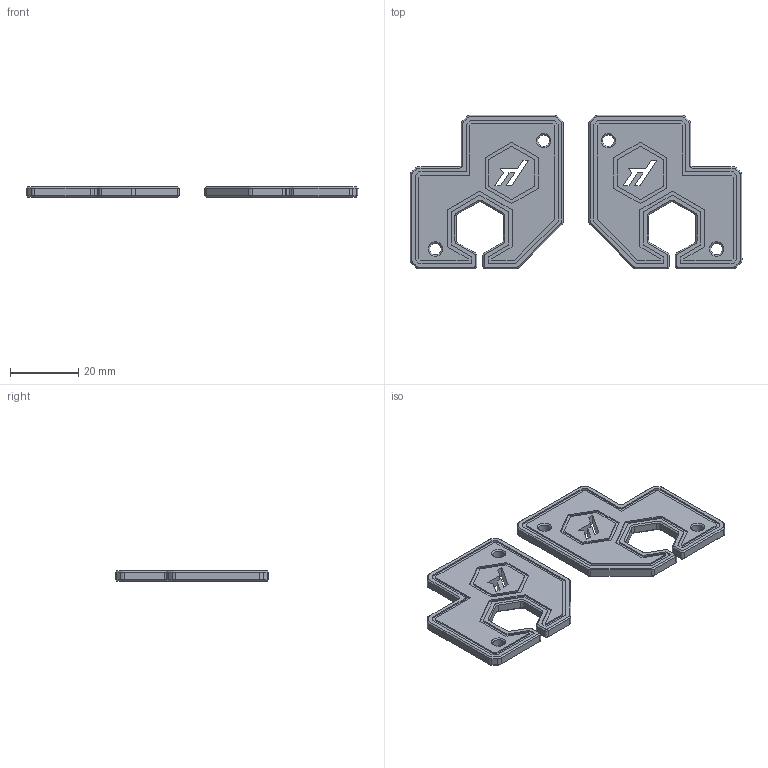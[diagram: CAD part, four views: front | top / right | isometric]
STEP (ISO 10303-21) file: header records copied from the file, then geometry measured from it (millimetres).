
FILE_DESCRIPTION(/* description */ (''),/* implementation_level */ '2;1');
FILE_NAME(/* name */ 'modded Z Belt Covers v3.step',/* time_stamp */ '2022-05-19T02:48:45-04:00',/* author */ (''),/* organization */ (''),/* preprocessor_version */ 'ST-DEVELOPER v18.1',/* originating_system */ 'Autodesk Translation Framework v10.14.0.1471',/* authorisation */ '');
FILE_SCHEMA (('AUTOMOTIVE_DESIGN { 1 0 10303 214 3 1 1 }'));
Length unit declared in the file: millimetre
Products named in the file (3): modded Z Belt Covers; Z Belt Cover Mirror; Z Belt Cover
Assembly tree (2 placements, depth 2):
  modded Z Belt Covers
    Z Belt Cover Mirror
    Z Belt Cover
Bounding box: 97.01 x 44.8 x 3 mm (x, y, z)
Volume: 8538.5 mm3; surface area: 7727.2 mm2
Topology: 2 solids, 2 shells, 390 faces, 966 edges, 588 vertices
Faces by surface type: plane 258, cone 88, cylinder 44
Full cylindrical faces by diameter (mm): 3.4 x4
Entity records: 11378 total; most frequent: CARTESIAN_POINT 1949, ORIENTED_EDGE 1932, DIRECTION 1932, EDGE_CURVE 966, LINE 790, VECTOR 790, VERTEX_POINT 588, AXIS2_PLACEMENT_3D 571
